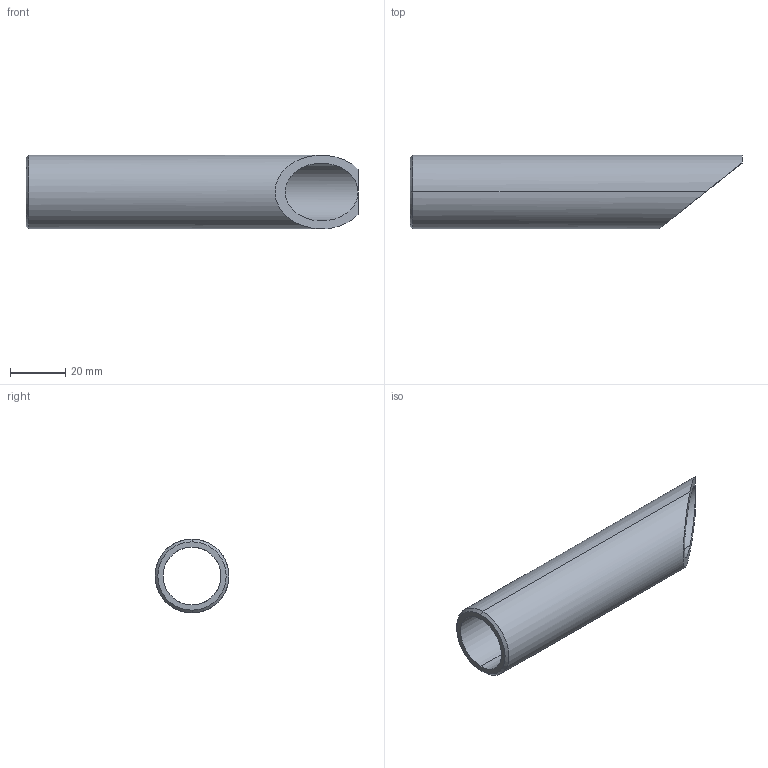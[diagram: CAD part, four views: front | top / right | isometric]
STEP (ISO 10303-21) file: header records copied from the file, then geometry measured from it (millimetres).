
FILE_DESCRIPTION (( 'STEP AP203' ), '1' );
FILE_NAME ('3996-50-20_REV_.step', '2026-03-04T02:50:59', ( '' ), ( '' ), 'SwSTEP 2.0', 'SolidWorks 2025', '' );
FILE_SCHEMA (( 'CONFIG_CONTROL_DESIGN' ));
Length unit declared in the file: millimetre
Products named in the file (1): 3996-50-20_REV_
Bounding box: 120 x 26.7 x 26.7 mm (x, y, z)
Volume: 23073.9 mm3; surface area: 16426.8 mm2
Topology: 1 solids, 1 shells, 9 faces, 21 edges, 13 vertices
Faces by surface type: cylinder 4, plane 3, cone 2
Entity records: 339 total; most frequent: CARTESIAN_POINT 62, ORIENTED_EDGE 42, DIRECTION 42, EDGE_CURVE 21, AXIS2_PLACEMENT_3D 17, VERTEX_POINT 13, EDGE_LOOP 10, FACE_OUTER_BOUND 9
